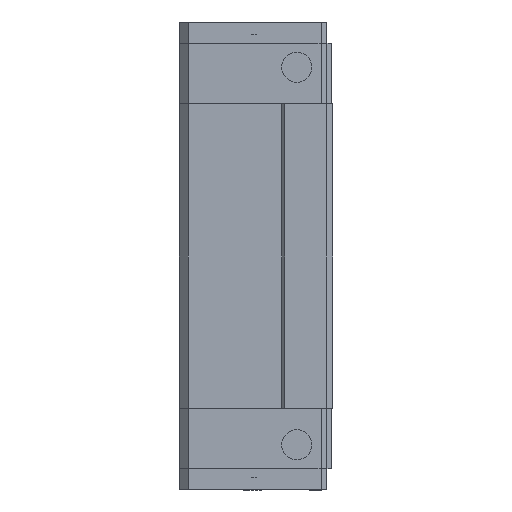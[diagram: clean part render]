
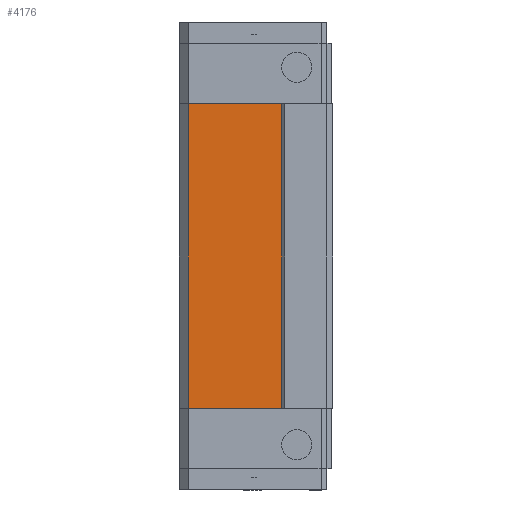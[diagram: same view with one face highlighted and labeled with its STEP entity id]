
A CAD part, left-side view. The second image highlights one B-rep face of the part: STEP entity #4176.
In plain terms, the highlighted planar face has unit normal (-1, 0, 0).
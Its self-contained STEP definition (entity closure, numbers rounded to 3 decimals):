
#103=PLANE('',#4463);
#294=FACE_OUTER_BOUND('',#518,.T.);
#518=EDGE_LOOP('',(#3005,#3006,#3007,#3008));
#808=LINE('',#6134,#1297);
#810=LINE('',#6138,#1299);
#811=LINE('',#6140,#1300);
#812=LINE('',#6141,#1301);
#1297=VECTOR('',#4974,1000.);
#1299=VECTOR('',#4978,1000.);
#1300=VECTOR('',#4979,1000.);
#1301=VECTOR('',#4980,1000.);
#1867=VERTEX_POINT('',#6131);
#1868=VERTEX_POINT('',#6133);
#1869=VERTEX_POINT('',#6137);
#1870=VERTEX_POINT('',#6139);
#2299=EDGE_CURVE('',#1868,#1867,#808,.T.);
#2301=EDGE_CURVE('',#1867,#1869,#810,.T.);
#2302=EDGE_CURVE('',#1870,#1869,#811,.T.);
#2303=EDGE_CURVE('',#1868,#1870,#812,.T.);
#3005=ORIENTED_EDGE('',*,*,#2301,.T.);
#3006=ORIENTED_EDGE('',*,*,#2302,.F.);
#3007=ORIENTED_EDGE('',*,*,#2303,.F.);
#3008=ORIENTED_EDGE('',*,*,#2299,.T.);
#4176=ADVANCED_FACE('',(#294),#103,.F.);
#4463=AXIS2_PLACEMENT_3D('',#6136,#4976,#4977);
#4974=DIRECTION('',(0.,1.,0.));
#4976=DIRECTION('center_axis',(1.,0.,0.));
#4977=DIRECTION('ref_axis',(0.,1.,0.));
#4978=DIRECTION('',(0.,0.,-1.));
#4979=DIRECTION('',(0.,1.,0.));
#4980=DIRECTION('',(0.,0.,-1.));
#6131=CARTESIAN_POINT('',(-21.5,54.5,55.75));
#6133=CARTESIAN_POINT('',(-21.5,4.,55.75));
#6134=CARTESIAN_POINT('',(-21.5,4.,55.75));
#6136=CARTESIAN_POINT('Origin',(-21.5,4.,40.25));
#6137=CARTESIAN_POINT('',(-21.5,54.5,40.25));
#6138=CARTESIAN_POINT('',(-21.5,54.5,40.25));
#6139=CARTESIAN_POINT('',(-21.5,4.,40.25));
#6140=CARTESIAN_POINT('',(-21.5,4.,40.25));
#6141=CARTESIAN_POINT('',(-21.5,4.,40.25));
